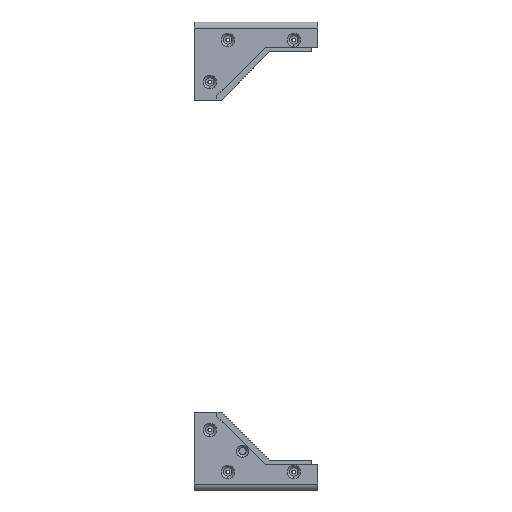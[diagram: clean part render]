
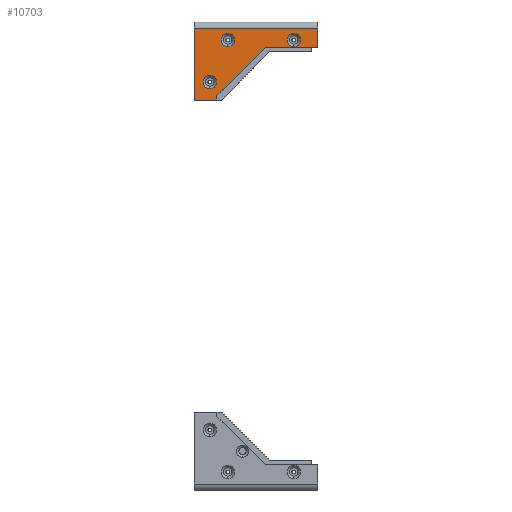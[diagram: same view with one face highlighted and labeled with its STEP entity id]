
A CAD part, left-side view. The second image highlights one B-rep face of the part: STEP entity #10703.
In plain terms, the highlighted planar face has unit normal (-1, 0, 0).
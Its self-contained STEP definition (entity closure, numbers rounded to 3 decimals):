
#34 = EDGE_CURVE ( 'NONE', #1947, #10757, #4277, .T. ) ;
#63 = EDGE_LOOP ( 'NONE', ( #7012, #1261, #8297, #10649, #258, #9242, #8111 ) ) ;
#130 = VERTEX_POINT ( 'NONE', #7586 ) ;
#169 = CIRCLE ( 'NONE', #1801, 5.5 ) ;
#258 = ORIENTED_EDGE ( 'NONE', *, *, #10829, .T. ) ;
#288 = ORIENTED_EDGE ( 'NONE', *, *, #1877, .F. ) ;
#532 = EDGE_CURVE ( 'NONE', #4792, #3314, #169, .T. ) ;
#546 = EDGE_CURVE ( 'NONE', #4046, #5547, #1542, .T. ) ;
#664 = CARTESIAN_POINT ( 'NONE',  ( -185., -16., 130. ) ) ;
#709 = VECTOR ( 'NONE', #4788, 1000. ) ;
#757 = CARTESIAN_POINT ( 'NONE',  ( -185., -25., 174.5 ) ) ;
#779 = VERTEX_POINT ( 'NONE', #5857 ) ;
#906 = CARTESIAN_POINT ( 'NONE',  ( -185., -10., 139.5 ) ) ;
#1011 = AXIS2_PLACEMENT_3D ( 'NONE', #10840, #2298, #9012 ) ;
#1041 = DIRECTION ( 'NONE',  ( 0., 0., 1. ) ) ;
#1076 = AXIS2_PLACEMENT_3D ( 'NONE', #1474, #6056, #8542 ) ;
#1261 = ORIENTED_EDGE ( 'NONE', *, *, #1311, .T. ) ;
#1298 = CARTESIAN_POINT ( 'NONE',  ( -185., -56., 174. ) ) ;
#1311 = EDGE_CURVE ( 'NONE', #2135, #2806, #2356, .T. ) ;
#1474 = CARTESIAN_POINT ( 'NONE',  ( -185., -25., 180. ) ) ;
#1542 = LINE ( 'NONE', #4226, #5584 ) ;
#1556 = ORIENTED_EDGE ( 'NONE', *, *, #7548, .F. ) ;
#1752 = DIRECTION ( 'NONE',  ( 0., 0., 1. ) ) ;
#1801 = AXIS2_PLACEMENT_3D ( 'NONE', #10967, #9262, #7522 ) ;
#1877 = EDGE_CURVE ( 'NONE', #130, #779, #3127, .T. ) ;
#1947 = VERTEX_POINT ( 'NONE', #9749 ) ;
#2135 = VERTEX_POINT ( 'NONE', #664 ) ;
#2158 = FACE_BOUND ( 'NONE', #3452, .T. ) ;
#2298 = DIRECTION ( 'NONE',  ( -1., 0., 0. ) ) ;
#2333 = PLANE ( 'NONE',  #2481 ) ;
#2356 = LINE ( 'NONE', #5787, #7753 ) ;
#2481 = AXIS2_PLACEMENT_3D ( 'NONE', #10874, #6641, #4907 ) ;
#2635 = CIRCLE ( 'NONE', #1011, 5.5 ) ;
#2677 = DIRECTION ( 'NONE',  ( 0., 0., -1. ) ) ;
#2806 = VERTEX_POINT ( 'NONE', #10661 ) ;
#2837 = CARTESIAN_POINT ( 'NONE',  ( -185., -56., 174. ) ) ;
#2858 = VERTEX_POINT ( 'NONE', #4098 ) ;
#2944 = AXIS2_PLACEMENT_3D ( 'NONE', #3472, #6885, #10285 ) ;
#2989 = LINE ( 'NONE', #9879, #709 ) ;
#3127 = CIRCLE ( 'NONE', #2944, 5.5 ) ;
#3314 = VERTEX_POINT ( 'NONE', #906 ) ;
#3375 = CARTESIAN_POINT ( 'NONE',  ( -185., -87.5, 190. ) ) ;
#3452 = EDGE_LOOP ( 'NONE', ( #1556, #8128 ) ) ;
#3455 = CIRCLE ( 'NONE', #7577, 5.5 ) ;
#3472 = CARTESIAN_POINT ( 'NONE',  ( -185., -80., 180. ) ) ;
#3498 = EDGE_CURVE ( 'NONE', #2135, #2858, #2989, .T. ) ;
#3518 = CARTESIAN_POINT ( 'NONE',  ( -185., -25., 180. ) ) ;
#3634 = EDGE_CURVE ( 'NONE', #4046, #2806, #4576, .T. ) ;
#4046 = VERTEX_POINT ( 'NONE', #1298 ) ;
#4080 = ORIENTED_EDGE ( 'NONE', *, *, #532, .F. ) ;
#4098 = CARTESIAN_POINT ( 'NONE',  ( -185., 2.8, 130. ) ) ;
#4131 = DIRECTION ( 'NONE',  ( -1., 0., 0. ) ) ;
#4226 = CARTESIAN_POINT ( 'NONE',  ( -185., -16., 174. ) ) ;
#4277 = LINE ( 'NONE', #3375, #7554 ) ;
#4550 = ORIENTED_EDGE ( 'NONE', *, *, #10090, .F. ) ;
#4576 = LINE ( 'NONE', #2837, #6089 ) ;
#4595 = EDGE_CURVE ( 'NONE', #7963, #9634, #6102, .T. ) ;
#4736 = CARTESIAN_POINT ( 'NONE',  ( -185., -100., 174. ) ) ;
#4744 = FACE_BOUND ( 'NONE', #7780, .T. ) ;
#4788 = DIRECTION ( 'NONE',  ( 0., 1., 0. ) ) ;
#4792 = VERTEX_POINT ( 'NONE', #5141 ) ;
#4907 = DIRECTION ( 'NONE',  ( 0., 0., -1. ) ) ;
#5012 = DIRECTION ( 'NONE',  ( 0., 0., -1. ) ) ;
#5060 = DIRECTION ( 'NONE',  ( 0., -1., 0. ) ) ;
#5141 = CARTESIAN_POINT ( 'NONE',  ( -185., -10., 150.5 ) ) ;
#5547 = VERTEX_POINT ( 'NONE', #4736 ) ;
#5584 = VECTOR ( 'NONE', #5060, 1000. ) ;
#5749 = CARTESIAN_POINT ( 'NONE',  ( -185., -25., 185.5 ) ) ;
#5787 = CARTESIAN_POINT ( 'NONE',  ( -185., -16., 174. ) ) ;
#5857 = CARTESIAN_POINT ( 'NONE',  ( -185., -80., 185.5 ) ) ;
#5897 = DIRECTION ( 'NONE',  ( 0., 0., 1. ) ) ;
#6056 = DIRECTION ( 'NONE',  ( -1., 0., 0. ) ) ;
#6089 = VECTOR ( 'NONE', #7200, 1000. ) ;
#6102 = CIRCLE ( 'NONE', #1076, 5.5 ) ;
#6168 = DIRECTION ( 'NONE',  ( -1., 0., 0. ) ) ;
#6641 = DIRECTION ( 'NONE',  ( -1., 0., 0. ) ) ;
#6885 = DIRECTION ( 'NONE',  ( -1., 0., 0. ) ) ;
#7012 = ORIENTED_EDGE ( 'NONE', *, *, #3498, .F. ) ;
#7200 = DIRECTION ( 'NONE',  ( 0., 0.707, -0.707 ) ) ;
#7303 = VECTOR ( 'NONE', #1752, 1000. ) ;
#7365 = FACE_BOUND ( 'NONE', #9717, .T. ) ;
#7426 = CARTESIAN_POINT ( 'NONE',  ( -185., -80., 180. ) ) ;
#7522 = DIRECTION ( 'NONE',  ( 0., 0., -1. ) ) ;
#7529 = CARTESIAN_POINT ( 'NONE',  ( -185., 2.8, 190. ) ) ;
#7548 = EDGE_CURVE ( 'NONE', #9634, #7963, #10792, .T. ) ;
#7554 = VECTOR ( 'NONE', #9530, 1000. ) ;
#7577 = AXIS2_PLACEMENT_3D ( 'NONE', #7426, #4131, #5012 ) ;
#7586 = CARTESIAN_POINT ( 'NONE',  ( -185., -80., 174.5 ) ) ;
#7590 = LINE ( 'NONE', #9431, #7303 ) ;
#7753 = VECTOR ( 'NONE', #5897, 1000. ) ;
#7780 = EDGE_LOOP ( 'NONE', ( #288, #9963 ) ) ;
#7963 = VERTEX_POINT ( 'NONE', #5749 ) ;
#8111 = ORIENTED_EDGE ( 'NONE', *, *, #10371, .F. ) ;
#8128 = ORIENTED_EDGE ( 'NONE', *, *, #4595, .F. ) ;
#8140 = EDGE_CURVE ( 'NONE', #779, #130, #3455, .T. ) ;
#8297 = ORIENTED_EDGE ( 'NONE', *, *, #3634, .F. ) ;
#8542 = DIRECTION ( 'NONE',  ( 0., 0., -1. ) ) ;
#8707 = VECTOR ( 'NONE', #1041, 1000. ) ;
#8713 = CARTESIAN_POINT ( 'NONE',  ( -185., 2.8, 130. ) ) ;
#8778 = LINE ( 'NONE', #8713, #8707 ) ;
#9012 = DIRECTION ( 'NONE',  ( 0., 0., -1. ) ) ;
#9242 = ORIENTED_EDGE ( 'NONE', *, *, #34, .T. ) ;
#9262 = DIRECTION ( 'NONE',  ( -1., 0., 0. ) ) ;
#9431 = CARTESIAN_POINT ( 'NONE',  ( -185., -100., 174. ) ) ;
#9530 = DIRECTION ( 'NONE',  ( 0., 1., 0. ) ) ;
#9552 = AXIS2_PLACEMENT_3D ( 'NONE', #3518, #6168, #2677 ) ;
#9634 = VERTEX_POINT ( 'NONE', #757 ) ;
#9717 = EDGE_LOOP ( 'NONE', ( #4550, #4080 ) ) ;
#9749 = CARTESIAN_POINT ( 'NONE',  ( -185., -100., 190. ) ) ;
#9879 = CARTESIAN_POINT ( 'NONE',  ( -185., -87.5, 130. ) ) ;
#9888 = FACE_OUTER_BOUND ( 'NONE', #63, .T. ) ;
#9963 = ORIENTED_EDGE ( 'NONE', *, *, #8140, .F. ) ;
#10090 = EDGE_CURVE ( 'NONE', #3314, #4792, #2635, .T. ) ;
#10285 = DIRECTION ( 'NONE',  ( 0., 0., -1. ) ) ;
#10371 = EDGE_CURVE ( 'NONE', #2858, #10757, #8778, .T. ) ;
#10649 = ORIENTED_EDGE ( 'NONE', *, *, #546, .T. ) ;
#10661 = CARTESIAN_POINT ( 'NONE',  ( -185., -16., 134. ) ) ;
#10703 = ADVANCED_FACE ( 'NONE', ( #4744, #7365, #2158, #9888 ), #2333, .T. ) ;
#10757 = VERTEX_POINT ( 'NONE', #7529 ) ;
#10792 = CIRCLE ( 'NONE', #9552, 5.5 ) ;
#10829 = EDGE_CURVE ( 'NONE', #5547, #1947, #7590, .T. ) ;
#10840 = CARTESIAN_POINT ( 'NONE',  ( -185., -10., 145. ) ) ;
#10874 = CARTESIAN_POINT ( 'NONE',  ( -185., -87.5, 130. ) ) ;
#10967 = CARTESIAN_POINT ( 'NONE',  ( -185., -10., 145. ) ) ;
